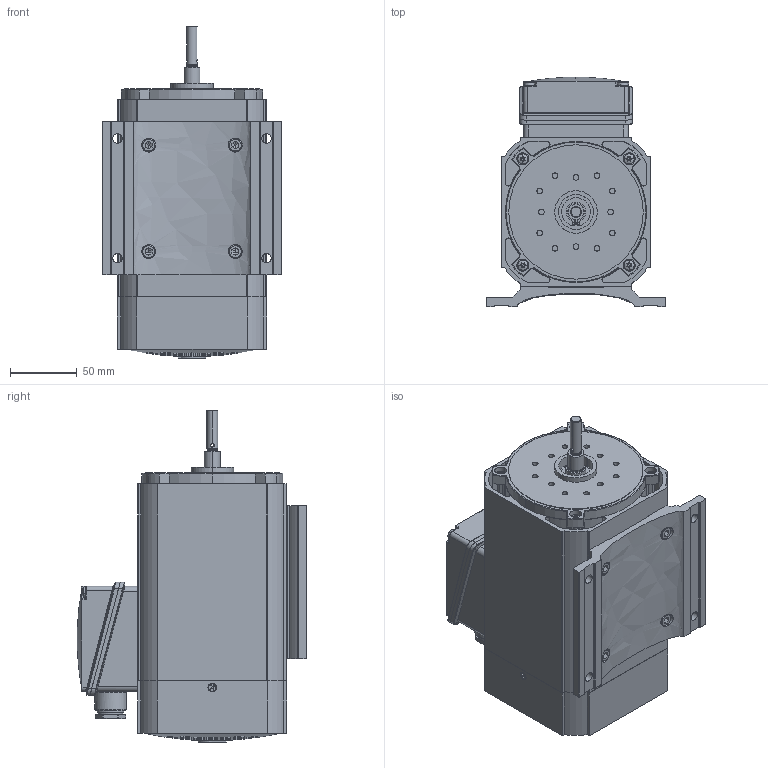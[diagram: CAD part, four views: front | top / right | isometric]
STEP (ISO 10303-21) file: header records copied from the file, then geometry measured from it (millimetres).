
FILE_DESCRIPTION (( 'STEP AP214' ), '1' );
FILE_NAME ('Motor IGL100-80 AK2,mit Fuss,für VE31-Z5,.STEP', '2015-03-20T07:45:06', ( '' ), ( '' ), 'SwSTEP 2.0', 'SolidWorks 2014', '' );
FILE_SCHEMA (( 'AUTOMOTIVE_DESIGN' ));
Length unit declared in the file: millimetre
Products named in the file (1): Motor IGL100-80 AK2,mit Fuss,f黵 VE31-Z5,
Bounding box: 135 x 172.5 x 249.5 mm (x, y, z)
Surface area: 259464.9 mm2 (no closed solid volume)
Topology: 0 solids, 38 shells, 970 faces, 3007 edges, 2015 vertices
Faces by surface type: plane 489, cylinder 336, cone 44, torus 42, bspline 38, sphere 21
Entity records: 48555 total; most frequent: CARTESIAN_POINT 11133, DIRECTION 5994, ORIENTED_EDGE 4941, EDGE_CURVE 3003, AXIS2_PLACEMENT_3D 2310, VERTEX_POINT 2015, CIRCLE 1377, LINE 1374
